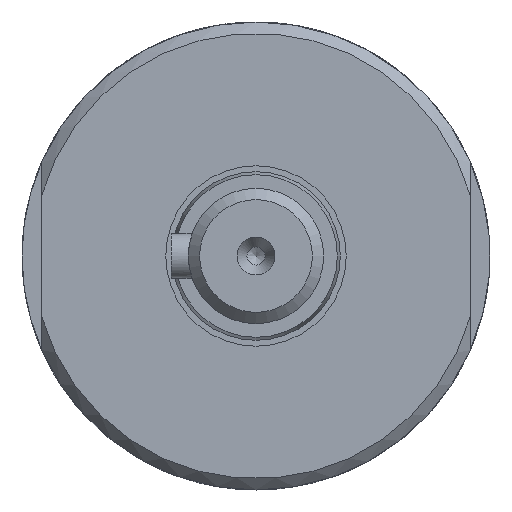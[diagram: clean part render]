
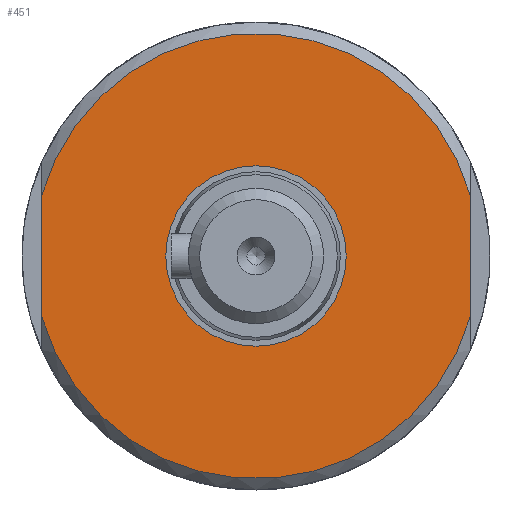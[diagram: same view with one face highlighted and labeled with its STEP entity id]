
A CAD part, left-side view. The second image highlights one B-rep face of the part: STEP entity #451.
In plain terms, the highlighted planar face has unit normal (-1, 0, 0).
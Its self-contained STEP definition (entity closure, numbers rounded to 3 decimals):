
#202=CARTESIAN_POINT('',(-150.5,19.,-5.391));
#203=VERTEX_POINT('',#202);
#219=CARTESIAN_POINT('',(-150.5,19.,5.391));
#220=VERTEX_POINT('',#219);
#221=CARTESIAN_POINT('',(-150.5,19.,5.391));
#222=DIRECTION('',(0.0,0.0,-1.0));
#223=VECTOR('',#222,10.782);
#224=LINE('',#221,#223);
#225=EDGE_CURVE('',#220,#203,#224,.T.);
#290=CARTESIAN_POINT('',(-150.5,-19.,-5.391));
#291=VERTEX_POINT('',#290);
#329=CARTESIAN_POINT('',(-150.5,-19.,5.391));
#330=VERTEX_POINT('',#329);
#344=CARTESIAN_POINT('',(-150.5,-19.,-5.391));
#345=DIRECTION('',(0.0,0.0,1.0));
#346=VECTOR('',#345,10.782);
#347=LINE('',#344,#346);
#348=EDGE_CURVE('',#291,#330,#347,.T.);
#375=CARTESIAN_POINT('',(-150.5,0.,0.));
#376=DIRECTION('',(1.0,0.0,0.0));
#377=DIRECTION('',(0.0,0.0,1.0));
#378=AXIS2_PLACEMENT_3D('',#375,#376,#377);
#379=CIRCLE('',#378,19.75);
#380=EDGE_CURVE('',#220,#330,#379,.T.);
#407=CARTESIAN_POINT('',(-150.5,0.,0.));
#408=DIRECTION('',(1.0,0.0,0.0));
#409=DIRECTION('',(0.0,0.0,1.0));
#410=AXIS2_PLACEMENT_3D('',#407,#408,#409);
#411=CIRCLE('',#410,19.75);
#412=EDGE_CURVE('',#291,#203,#411,.T.);
#425=CARTESIAN_POINT('',(-150.5,0.,8.));
#426=VERTEX_POINT('',#425);
#427=CARTESIAN_POINT('',(-150.5,0.,0.));
#428=DIRECTION('',(1.0,0.0,0.0));
#429=DIRECTION('',(0.0,0.0,1.0));
#430=AXIS2_PLACEMENT_3D('',#427,#428,#429);
#431=CIRCLE('',#430,8.0);
#432=EDGE_CURVE('',#426,#426,#431,.T.);
#437=CARTESIAN_POINT('',(-150.5,0.,13.875));
#438=DIRECTION('',(-1.0,0.0,0.0));
#439=DIRECTION('',(0.0,-1.0,0.0));
#440=AXIS2_PLACEMENT_3D('',#437,#438,#439);
#441=PLANE('',#440);
#442=ORIENTED_EDGE('',*,*,#225,.T.);
#443=ORIENTED_EDGE('',*,*,#412,.F.);
#444=ORIENTED_EDGE('',*,*,#348,.T.);
#445=ORIENTED_EDGE('',*,*,#380,.F.);
#446=EDGE_LOOP('',(#442,#443,#444,#445));
#447=FACE_OUTER_BOUND('',#446,.T.);
#448=ORIENTED_EDGE('',*,*,#432,.T.);
#449=EDGE_LOOP('',(#448));
#450=FACE_BOUND('',#449,.T.);
#451=ADVANCED_FACE('',(#447,#450),#441,.T.);
